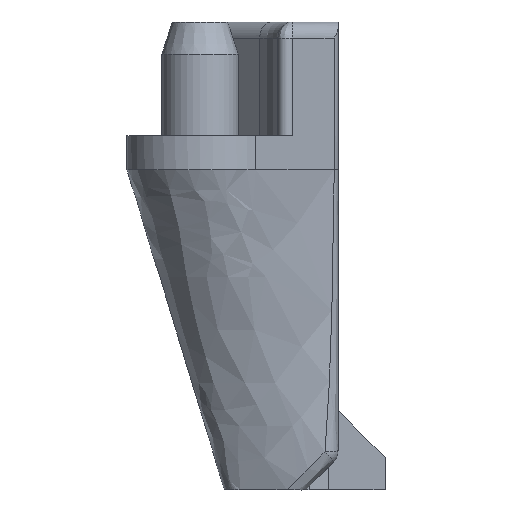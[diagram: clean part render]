
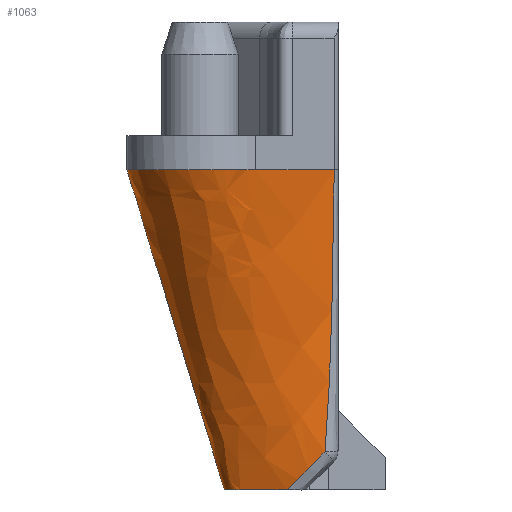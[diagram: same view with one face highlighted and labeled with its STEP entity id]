
A CAD part, front view. The second image highlights one B-rep face of the part: STEP entity #1063.
In plain terms, the highlighted free-form (B-spline) face has degree [3, 3] with [14, 4] control points.
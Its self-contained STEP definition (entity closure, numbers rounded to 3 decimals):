
#35=B_SPLINE_CURVE_WITH_KNOTS('',3,(#1663,#1664,#1665,#1666,#1667),
 .UNSPECIFIED.,.F.,.F.,(4,1,4),(-1.963,-1.221,-0.233),
 .UNSPECIFIED.);
#39=B_SPLINE_CURVE_WITH_KNOTS('',3,(#1713,#1714,#1715,#1716),
 .UNSPECIFIED.,.F.,.F.,(4,4),(0.106,0.409),
 .UNSPECIFIED.);
#43=B_SPLINE_SURFACE_WITH_KNOTS('',3,3,((#1903,#1904,#1905,#1906),(#1907,
#1908,#1909,#1910),(#1911,#1912,#1913,#1914),(#1915,#1916,#1917,#1918),
(#1919,#1920,#1921,#1922),(#1923,#1924,#1925,#1926),(#1927,#1928,#1929,
#1930),(#1931,#1932,#1933,#1934),(#1935,#1936,#1937,#1938),(#1939,#1940,
#1941,#1942),(#1943,#1944,#1945,#1946),(#1947,#1948,#1949,#1950),(#1951,
#1952,#1953,#1954),(#1955,#1956,#1957,#1958)),.UNSPECIFIED.,.F.,.F.,.F.,
(4,2,1,2,1,2,1,1,4),(4,4),(0.014,0.303,0.429,
0.556,0.629,0.701,0.851,
0.925,1.),(0.,1.),.UNSPECIFIED.);
#127=FACE_OUTER_BOUND('',#189,.T.);
#189=EDGE_LOOP('',(#914,#915,#916,#917,#918,#919,#920,#921,#922));
#221=LINE('',#1621,#330);
#245=LINE('',#1773,#354);
#246=LINE('',#1777,#355);
#303=LINE('',#1963,#412);
#330=VECTOR('',#1241,10.);
#354=VECTOR('',#1309,10.);
#355=VECTOR('',#1312,10.);
#412=VECTOR('',#1423,19.958);
#446=CIRCLE('',#1140,1.);
#454=CIRCLE('',#1166,4.5);
#455=CIRCLE('',#1167,4.5);
#475=VERTEX_POINT('',#1618);
#476=VERTEX_POINT('',#1620);
#479=VERTEX_POINT('',#1627);
#481=VERTEX_POINT('',#1695);
#500=VERTEX_POINT('',#1772);
#501=VERTEX_POINT('',#1774);
#502=VERTEX_POINT('',#1776);
#547=VERTEX_POINT('',#1959);
#548=VERTEX_POINT('',#1961);
#578=EDGE_CURVE('',#475,#476,#221,.T.);
#584=EDGE_CURVE('',#476,#479,#35,.T.);
#589=EDGE_CURVE('',#479,#481,#39,.T.);
#617=EDGE_CURVE('',#481,#500,#245,.T.);
#618=EDGE_CURVE('',#500,#501,#446,.T.);
#619=EDGE_CURVE('',#501,#502,#246,.T.);
#683=EDGE_CURVE('',#547,#475,#454,.T.);
#684=EDGE_CURVE('',#548,#547,#455,.T.);
#685=EDGE_CURVE('',#548,#502,#303,.T.);
#914=ORIENTED_EDGE('',*,*,#584,.F.);
#915=ORIENTED_EDGE('',*,*,#578,.F.);
#916=ORIENTED_EDGE('',*,*,#683,.F.);
#917=ORIENTED_EDGE('',*,*,#684,.F.);
#918=ORIENTED_EDGE('',*,*,#685,.T.);
#919=ORIENTED_EDGE('',*,*,#619,.F.);
#920=ORIENTED_EDGE('',*,*,#618,.F.);
#921=ORIENTED_EDGE('',*,*,#617,.F.);
#922=ORIENTED_EDGE('',*,*,#589,.F.);
#1063=ADVANCED_FACE('',(#127),#43,.T.);
#1140=AXIS2_PLACEMENT_3D('',#1775,#1310,#1311);
#1166=AXIS2_PLACEMENT_3D('',#1960,#1419,#1420);
#1167=AXIS2_PLACEMENT_3D('',#1962,#1421,#1422);
#1241=DIRECTION('',(0.645,0.765,0.));
#1309=DIRECTION('',(-1.,0.,0.));
#1310=DIRECTION('center_axis',(0.,0.,-1.));
#1311=DIRECTION('ref_axis',(0.,-1.,0.));
#1312=DIRECTION('',(0.,1.,0.));
#1419=DIRECTION('center_axis',(0.,0.,1.));
#1420=DIRECTION('ref_axis',(1.,0.,0.));
#1421=DIRECTION('center_axis',(0.,0.,1.));
#1422=DIRECTION('ref_axis',(1.,0.,0.));
#1423=DIRECTION('',(0.075,0.142,-0.987));
#1618=CARTESIAN_POINT('',(3.44,-2.901,-2.1));
#1620=CARTESIAN_POINT('',(8.265,2.821,-2.1));
#1621=CARTESIAN_POINT('',(7.002,1.323,-2.1));
#1627=CARTESIAN_POINT('',(7.701,2.936,-19.45));
#1663=CARTESIAN_POINT('Ctrl Pts',(8.264,2.821,-2.1));
#1664=CARTESIAN_POINT('Ctrl Pts',(8.239,2.813,-4.573));
#1665=CARTESIAN_POINT('Ctrl Pts',(8.161,2.808,-10.344));
#1666=CARTESIAN_POINT('Ctrl Pts',(7.957,2.771,-16.127));
#1667=CARTESIAN_POINT('Ctrl Pts',(7.701,2.936,-19.45));
#1695=CARTESIAN_POINT('',(5.366,3.1,-21.8));
#1713=CARTESIAN_POINT('Ctrl Pts',(7.701,2.936,-19.45));
#1714=CARTESIAN_POINT('Ctrl Pts',(6.929,2.828,-20.226));
#1715=CARTESIAN_POINT('Ctrl Pts',(6.135,2.874,-21.025));
#1716=CARTESIAN_POINT('Ctrl Pts',(5.366,3.1,-21.8));
#1772=CARTESIAN_POINT('',(2.5,3.1,-21.8));
#1773=CARTESIAN_POINT('',(5.25,3.1,-21.8));
#1774=CARTESIAN_POINT('',(1.5,4.1,-21.8));
#1775=CARTESIAN_POINT('Origin',(2.5,4.1,-21.8));
#1776=CARTESIAN_POINT('',(1.5,7.324,-21.8));
#1777=CARTESIAN_POINT('',(1.5,6.925,-21.8));
#1903=CARTESIAN_POINT('Ctrl Pts',(8.265,2.821,-2.1));
#1904=CARTESIAN_POINT('Ctrl Pts',(8.292,2.914,-8.667));
#1905=CARTESIAN_POINT('Ctrl Pts',(8.32,3.007,-15.233));
#1906=CARTESIAN_POINT('Ctrl Pts',(8.348,3.1,-21.8));
#1907=CARTESIAN_POINT('Ctrl Pts',(6.656,0.914,-2.1));
#1908=CARTESIAN_POINT('Ctrl Pts',(6.873,1.643,-8.667));
#1909=CARTESIAN_POINT('Ctrl Pts',(7.091,2.371,-15.233));
#1910=CARTESIAN_POINT('Ctrl Pts',(7.308,3.1,-21.8));
#1911=CARTESIAN_POINT('Ctrl Pts',(5.046,-0.992,-2.1));
#1912=CARTESIAN_POINT('Ctrl Pts',(5.454,0.372,-8.667));
#1913=CARTESIAN_POINT('Ctrl Pts',(5.861,1.736,-15.233));
#1914=CARTESIAN_POINT('Ctrl Pts',(6.268,3.1,-21.8));
#1915=CARTESIAN_POINT('Ctrl Pts',(2.74,-3.738,-2.1));
#1916=CARTESIAN_POINT('Ctrl Pts',(3.418,-1.459,-8.667));
#1917=CARTESIAN_POINT('Ctrl Pts',(4.096,0.821,-15.233));
#1918=CARTESIAN_POINT('Ctrl Pts',(4.774,3.1,-21.8));
#1919=CARTESIAN_POINT('Ctrl Pts',(0.699,-4.862,-2.1));
#1920=CARTESIAN_POINT('Ctrl Pts',(1.753,-2.208,-8.667));
#1921=CARTESIAN_POINT('Ctrl Pts',(2.81,0.446,-15.233));
#1922=CARTESIAN_POINT('Ctrl Pts',(3.864,3.1,-21.8));
#1923=CARTESIAN_POINT('Ctrl Pts',(-1.576,-4.357,-2.1));
#1924=CARTESIAN_POINT('Ctrl Pts',(-0.065,-1.87,
-8.667));
#1925=CARTESIAN_POINT('Ctrl Pts',(1.444,0.614,-15.233));
#1926=CARTESIAN_POINT('Ctrl Pts',(2.955,3.1,-21.8));
#1927=CARTESIAN_POINT('Ctrl Pts',(-3.008,-3.406,-2.1));
#1928=CARTESIAN_POINT('Ctrl Pts',(-1.26,-1.238,-8.667));
#1929=CARTESIAN_POINT('Ctrl Pts',(0.49,0.931,-15.233));
#1930=CARTESIAN_POINT('Ctrl Pts',(2.238,3.099,-21.8));
#1931=CARTESIAN_POINT('Ctrl Pts',(-3.909,-2.49,-2.1));
#1932=CARTESIAN_POINT('Ctrl Pts',(-2.034,-0.554,
-8.667));
#1933=CARTESIAN_POINT('Ctrl Pts',(-0.159,1.381,-15.233));
#1934=CARTESIAN_POINT('Ctrl Pts',(1.717,3.317,-21.8));
#1935=CARTESIAN_POINT('Ctrl Pts',(-4.358,-1.287,-2.1));
#1936=CARTESIAN_POINT('Ctrl Pts',(-2.407,0.421,-8.667));
#1937=CARTESIAN_POINT('Ctrl Pts',(-0.452,2.13,-15.233));
#1938=CARTESIAN_POINT('Ctrl Pts',(1.499,3.838,-21.8));
#1939=CARTESIAN_POINT('Ctrl Pts',(-4.648,0.611,-2.1));
#1940=CARTESIAN_POINT('Ctrl Pts',(-2.597,1.953,-8.667));
#1941=CARTESIAN_POINT('Ctrl Pts',(-0.55,3.296,-15.233));
#1942=CARTESIAN_POINT('Ctrl Pts',(1.5,4.637,-21.8));
#1943=CARTESIAN_POINT('Ctrl Pts',(-4.051,2.635,-2.1));
#1944=CARTESIAN_POINT('Ctrl Pts',(-2.2,3.571,-8.667));
#1945=CARTESIAN_POINT('Ctrl Pts',(-0.351,4.507,-15.233));
#1946=CARTESIAN_POINT('Ctrl Pts',(1.5,5.444,-21.8));
#1947=CARTESIAN_POINT('Ctrl Pts',(-1.929,4.217,-2.1));
#1948=CARTESIAN_POINT('Ctrl Pts',(-0.786,4.984,-8.667));
#1949=CARTESIAN_POINT('Ctrl Pts',(0.357,5.751,-15.233));
#1950=CARTESIAN_POINT('Ctrl Pts',(1.5,6.518,-21.8));
#1951=CARTESIAN_POINT('Ctrl Pts',(-0.645,4.5,-2.1));
#1952=CARTESIAN_POINT('Ctrl Pts',(0.071,5.351,-8.667));
#1953=CARTESIAN_POINT('Ctrl Pts',(0.784,6.204,-15.233));
#1954=CARTESIAN_POINT('Ctrl Pts',(1.5,7.056,-21.8));
#1955=CARTESIAN_POINT('Ctrl Pts',(0.,4.5,-2.1));
#1956=CARTESIAN_POINT('Ctrl Pts',(0.5,5.441,-8.667));
#1957=CARTESIAN_POINT('Ctrl Pts',(1.,6.383,-15.233));
#1958=CARTESIAN_POINT('Ctrl Pts',(1.5,7.324,-21.8));
#1959=CARTESIAN_POINT('',(-2.402,3.805,-2.1));
#1960=CARTESIAN_POINT('Origin',(0.,0.,-2.1));
#1961=CARTESIAN_POINT('',(0.,4.5,-2.1));
#1962=CARTESIAN_POINT('Origin',(0.,0.,-2.1));
#1963=CARTESIAN_POINT('',(0.,4.5,-2.1));
